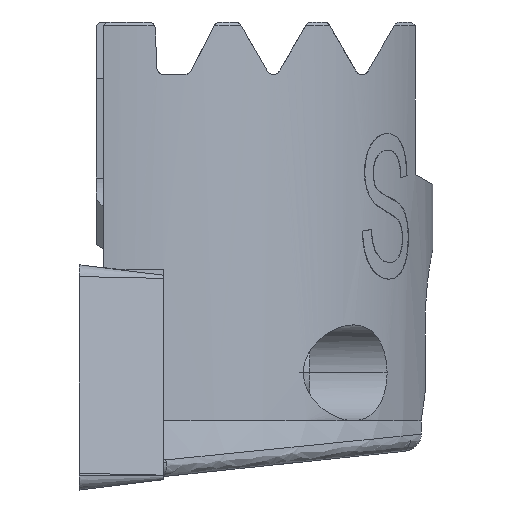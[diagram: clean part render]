
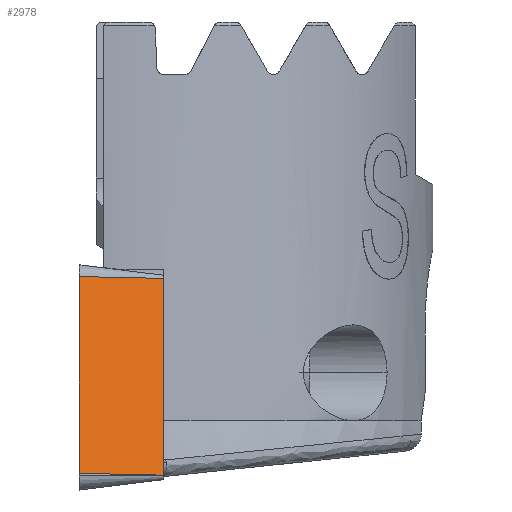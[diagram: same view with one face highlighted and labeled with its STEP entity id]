
A CAD part, left-side view. The second image highlights one B-rep face of the part: STEP entity #2978.
In plain terms, the highlighted planar face has unit normal (-0.978, -0.122, 0.172).
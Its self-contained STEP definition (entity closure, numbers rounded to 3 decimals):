
#1524=VERTEX_POINT('NONE',#3763);
#1952=EDGE_CURVE('NONE',#3214,#2576,#4228,.T.);
#1958=EDGE_CURVE('NONE',#1524,#3214,#4234,.T.);
#2172=EDGE_CURVE('NONE',#3258,#2576,#4474,.T.);
#2428=EDGE_CURVE('NONE',#3258,#1524,#4754,.T.);
#2576=VERTEX_POINT('NONE',#4913);
#2978=ADVANCED_FACE('NONE',(#5357),#5358,.T.);
#3214=VERTEX_POINT('NONE',#5621);
#3258=VERTEX_POINT('NONE',#5670);
#3763=CARTESIAN_POINT('',(0.294,-1.98,0.419));
#4228=LINE('',#7907,#7908);
#4234=LINE('',#7917,#7918);
#4474=LINE('',#8599,#8600);
#4754=LINE('',#9433,#9434);
#4913=CARTESIAN_POINT('',(0.985,0.4,6.019));
#5357=FACE_OUTER_BOUND('',#11854,.T.);
#5358=PLANE('',#11855);
#5621=CARTESIAN_POINT('',(0.006,0.4,0.469));
#5670=CARTESIAN_POINT('',(1.272,-1.98,5.969));
#7907=CARTESIAN_POINT('',(0.006,0.4,0.469));
#7908=VECTOR('',#13770,1000.0);
#7917=CARTESIAN_POINT('',(0.006,0.4,0.469));
#7918=VECTOR('',#13772,1000.0);
#8599=CARTESIAN_POINT('',(0.985,0.4,6.019));
#8600=VECTOR('',#14066,1000.0);
#9433=CARTESIAN_POINT('',(0.294,-1.98,0.419));
#9434=VECTOR('',#14365,1000.0);
#11854=EDGE_LOOP('',(#14989,#14990,#14991,#14992));
#11855=AXIS2_PLACEMENT_3D('',#14993,#14994,#14995);
#13770=DIRECTION('',(0.174,0.,0.985));
#13772=DIRECTION('',(-0.12,0.993,0.021));
#14066=DIRECTION('',(-0.12,0.993,0.021));
#14365=DIRECTION('',(-0.174,0.,-0.985));
#14989=ORIENTED_EDGE('',*,*,#2428,.F.);
#14990=ORIENTED_EDGE('',*,*,#2172,.T.);
#14991=ORIENTED_EDGE('',*,*,#1952,.F.);
#14992=ORIENTED_EDGE('',*,*,#1958,.F.);
#14993=CARTESIAN_POINT('',(0.006,0.4,0.469));
#14994=DIRECTION('',(-0.977,-0.122,0.172));
#14995=DIRECTION('',(0.,-0.817,-0.577));
